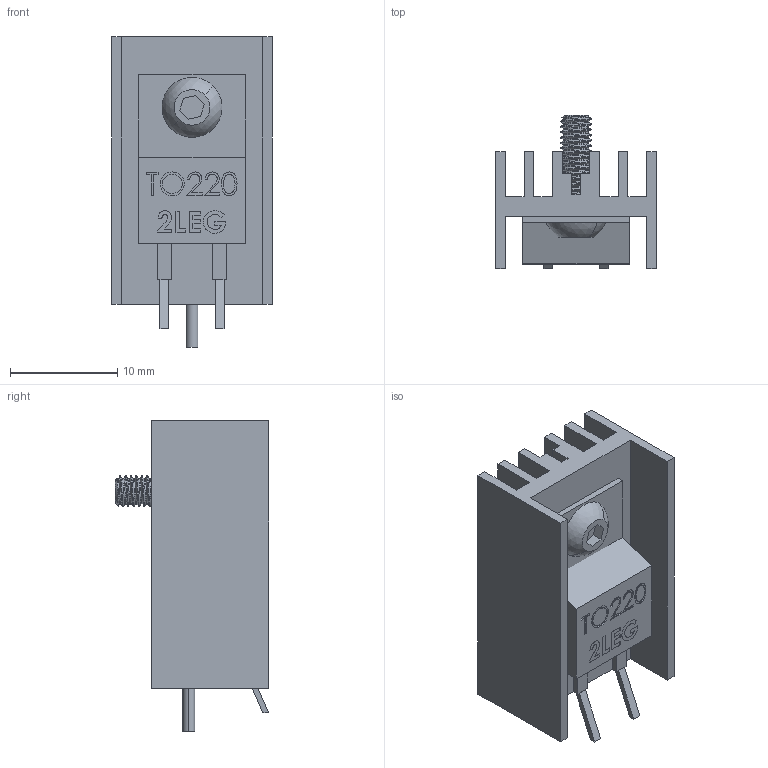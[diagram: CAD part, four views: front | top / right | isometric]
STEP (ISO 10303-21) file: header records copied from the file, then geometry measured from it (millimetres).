
FILE_DESCRIPTION (( 'STEP AP214' ), '1' );
FILE_NAME ('TO-220 2LEG (bend) + radiator.STEP', '2024-05-06T10:54:59', ( '' ), ( '' ), 'SwSTEP 2.0', 'SolidWorks 2024', '' );
FILE_SCHEMA (( 'AUTOMOTIVE_DESIGN' ));
Length unit declared in the file: millimetre
Products named in the file (6): Радиатор; Транзистор силовой.STEP; TO-220 2LEG (bend) + radiator; ________.STEP; TO220 2 ножки (bend); Винт M3
Assembly tree (5 placements, depth 4):
  TO-220 2LEG (bend) + radiator
    Радиатор
      Транзистор силовой.STEP
        ________.STEP
    TO220 2 ножки (bend)
    Винт M3
Bounding box: 15 x 14.33 x 29 mm (x, y, z)
Volume: 2051.4 mm3; surface area: 3566.2 mm2
Topology: 5 solids, 5 shells, 259 faces, 693 edges, 458 vertices
Faces by surface type: plane 161, bspline 48, cylinder 46, sphere 2, cone 2
Entity records: 17121 total; most frequent: CARTESIAN_POINT 8785, ORIENTED_EDGE 1386, DIRECTION 992, EDGE_CURVE 693, VECTOR 486, LINE 486, VERTEX_POINT 458, EDGE_LOOP 277
